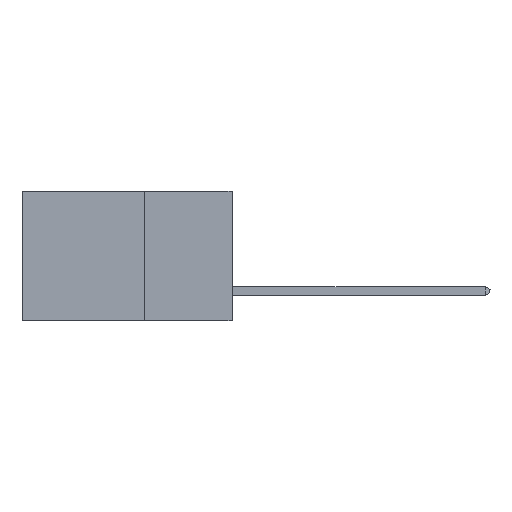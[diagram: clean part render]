
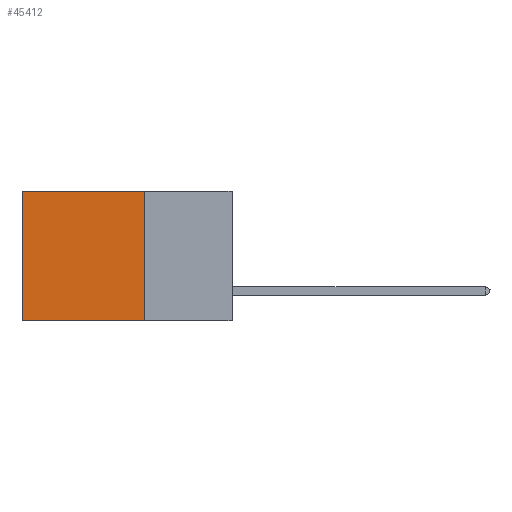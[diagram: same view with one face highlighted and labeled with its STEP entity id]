
A CAD part, left-side view. The second image highlights one B-rep face of the part: STEP entity #45412.
In plain terms, the highlighted planar face has unit normal (-1, 0, 0).
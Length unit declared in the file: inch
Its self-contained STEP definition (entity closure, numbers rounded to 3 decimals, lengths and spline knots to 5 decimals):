
#190 = EDGE_LOOP ( 'NONE', ( #38056, #1276, #4517, #44246 ) ) ;
#360 = LINE ( 'NONE', #40383, #7539 ) ;
#1276 = ORIENTED_EDGE ( 'NONE', *, *, #8998, .F. ) ;
#1307 = DIRECTION ( 'NONE',  ( 0., 1., 0. ) ) ;
#1421 = CARTESIAN_POINT ( 'NONE',  ( 0.2875, 0.6, -0.37 ) ) ;
#2231 = EDGE_CURVE ( 'NONE', #20973, #40922, #27853, .T. ) ;
#2733 = LINE ( 'NONE', #9683, #18657 ) ;
#4517 = ORIENTED_EDGE ( 'NONE', *, *, #2231, .F. ) ;
#5768 = FACE_OUTER_BOUND ( 'NONE', #190, .T. ) ;
#6006 = CARTESIAN_POINT ( 'NONE',  ( 0.2875, 0.25, 0. ) ) ;
#6245 = VERTEX_POINT ( 'NONE', #1421 ) ;
#7539 = VECTOR ( 'NONE', #41157, 39.37008 ) ;
#8517 = VECTOR ( 'NONE', #41146, 39.37008 ) ;
#8998 = EDGE_CURVE ( 'NONE', #40922, #6245, #2733, .T. ) ;
#9275 = CARTESIAN_POINT ( 'NONE',  ( 0.2875, 0.25, 0. ) ) ;
#9542 = DIRECTION ( 'NONE',  ( 0., 0., -1. ) ) ;
#9683 = CARTESIAN_POINT ( 'NONE',  ( 0.2875, 0.25, -0.37 ) ) ;
#10659 = EDGE_CURVE ( 'NONE', #13145, #6245, #360, .T. ) ;
#12786 = CARTESIAN_POINT ( 'NONE',  ( 0.2875, 0.6, 0. ) ) ;
#13145 = VERTEX_POINT ( 'NONE', #12786 ) ;
#18657 = VECTOR ( 'NONE', #1307, 39.37008 ) ;
#20973 = VERTEX_POINT ( 'NONE', #43264 ) ;
#22513 = CARTESIAN_POINT ( 'NONE',  ( 0.2875, 0.25, 0. ) ) ;
#27040 = EDGE_CURVE ( 'NONE', #20973, #13145, #40165, .T. ) ;
#27084 = PLANE ( 'NONE',  #37288 ) ;
#27853 = LINE ( 'NONE', #9275, #8517 ) ;
#30631 = DIRECTION ( 'NONE',  ( 1., 0., 0. ) ) ;
#30723 = DIRECTION ( 'NONE',  ( 0., 1., 0. ) ) ;
#30742 = CARTESIAN_POINT ( 'NONE',  ( 0.2875, 0.25, -0.37 ) ) ;
#37288 = AXIS2_PLACEMENT_3D ( 'NONE', #6006, #30631, #9542 ) ;
#38056 = ORIENTED_EDGE ( 'NONE', *, *, #10659, .T. ) ;
#40165 = LINE ( 'NONE', #22513, #44605 ) ;
#40383 = CARTESIAN_POINT ( 'NONE',  ( 0.2875, 0.6, 0. ) ) ;
#40922 = VERTEX_POINT ( 'NONE', #30742 ) ;
#41146 = DIRECTION ( 'NONE',  ( 0., 0., -1. ) ) ;
#41157 = DIRECTION ( 'NONE',  ( 0., 0., -1. ) ) ;
#43264 = CARTESIAN_POINT ( 'NONE',  ( 0.2875, 0.25, 0. ) ) ;
#44246 = ORIENTED_EDGE ( 'NONE', *, *, #27040, .T. ) ;
#44605 = VECTOR ( 'NONE', #30723, 39.37008 ) ;
#45412 = ADVANCED_FACE ( 'NONE', ( #5768 ), #27084, .F. ) ;
